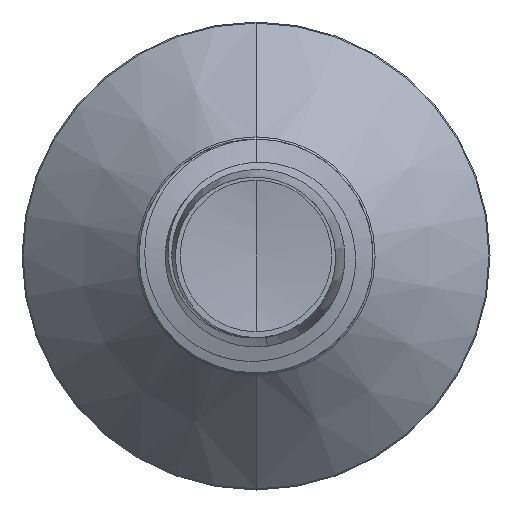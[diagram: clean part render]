
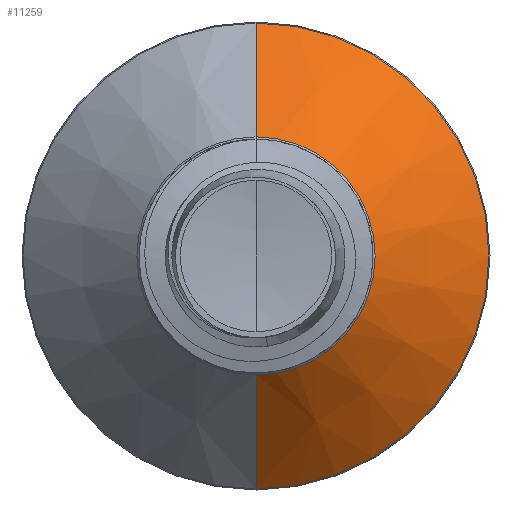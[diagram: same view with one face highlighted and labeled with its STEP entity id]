
A CAD part, front view. The second image highlights one B-rep face of the part: STEP entity #11259.
In plain terms, the highlighted conical face has half-angle 45 degrees and reference radius 1.782 mm.
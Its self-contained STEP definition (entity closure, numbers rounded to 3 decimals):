
#53 = CARTESIAN_POINT ( 'NONE',  ( 0., 3.632, 1.782 ) ) ;
#178 = DIRECTION ( 'NONE',  ( 0., 0., 1. ) ) ;
#978 = VECTOR ( 'NONE', #8737, 1000. ) ;
#1776 = EDGE_LOOP ( 'NONE', ( #3069, #6817, #4720, #4305 ) ) ;
#1886 = DIRECTION ( 'NONE',  ( 0., 1., 0. ) ) ;
#2449 = DIRECTION ( 'NONE',  ( 0., 1., 0. ) ) ;
#2739 = EDGE_CURVE ( 'NONE', #12849, #4619, #13647, .T. ) ;
#2946 = AXIS2_PLACEMENT_3D ( 'NONE', #3554, #2449, #178 ) ;
#2960 = CARTESIAN_POINT ( 'NONE',  ( 0., 3.632, -1.782 ) ) ;
#3069 = ORIENTED_EDGE ( 'NONE', *, *, #2739, .T. ) ;
#3158 = DIRECTION ( 'NONE',  ( 0., 1., 0. ) ) ;
#3554 = CARTESIAN_POINT ( 'NONE',  ( 0., 3.632, 0. ) ) ;
#4305 = ORIENTED_EDGE ( 'NONE', *, *, #13679, .F. ) ;
#4615 = FACE_OUTER_BOUND ( 'NONE', #1776, .T. ) ;
#4619 = VERTEX_POINT ( 'NONE', #5216 ) ;
#4710 = VERTEX_POINT ( 'NONE', #11584 ) ;
#4714 = EDGE_CURVE ( 'NONE', #5569, #4710, #8942, .T. ) ;
#4720 = ORIENTED_EDGE ( 'NONE', *, *, #4714, .F. ) ;
#4833 = AXIS2_PLACEMENT_3D ( 'NONE', #9522, #3158, #10586 ) ;
#5216 = CARTESIAN_POINT ( 'NONE',  ( 0., 3.632, -1.782 ) ) ;
#5569 = VERTEX_POINT ( 'NONE', #7821 ) ;
#6817 = ORIENTED_EDGE ( 'NONE', *, *, #7367, .T. ) ;
#6918 = CARTESIAN_POINT ( 'NONE',  ( 0., 3.632, 1.782 ) ) ;
#7367 = EDGE_CURVE ( 'NONE', #4619, #4710, #7783, .T. ) ;
#7783 = LINE ( 'NONE', #2960, #12982 ) ;
#7821 = CARTESIAN_POINT ( 'NONE',  ( 0., 5.335, 3.485 ) ) ;
#8366 = CARTESIAN_POINT ( 'NONE',  ( 0., 3.632, 0. ) ) ;
#8737 = DIRECTION ( 'NONE',  ( 0., 0.707, 0.707 ) ) ;
#8942 = CIRCLE ( 'NONE', #4833, 3.485 ) ;
#9403 = DIRECTION ( 'NONE',  ( 0., 0., 1. ) ) ;
#9522 = CARTESIAN_POINT ( 'NONE',  ( 0., 5.335, 0. ) ) ;
#10482 = DIRECTION ( 'NONE',  ( 0., 0.707, -0.707 ) ) ;
#10586 = DIRECTION ( 'NONE',  ( 0., 0., 1. ) ) ;
#11259 = ADVANCED_FACE ( 'NONE', ( #4615 ), #12332, .T. ) ;
#11584 = CARTESIAN_POINT ( 'NONE',  ( 0., 5.335, -3.485 ) ) ;
#12332 = CONICAL_SURFACE ( 'NONE', #2946, 1.782, 0.785 ) ;
#12384 = AXIS2_PLACEMENT_3D ( 'NONE', #8366, #1886, #9403 ) ;
#12812 = LINE ( 'NONE', #53, #978 ) ;
#12849 = VERTEX_POINT ( 'NONE', #6918 ) ;
#12982 = VECTOR ( 'NONE', #10482, 1000. ) ;
#13647 = CIRCLE ( 'NONE', #12384, 1.782 ) ;
#13679 = EDGE_CURVE ( 'NONE', #12849, #5569, #12812, .T. ) ;
